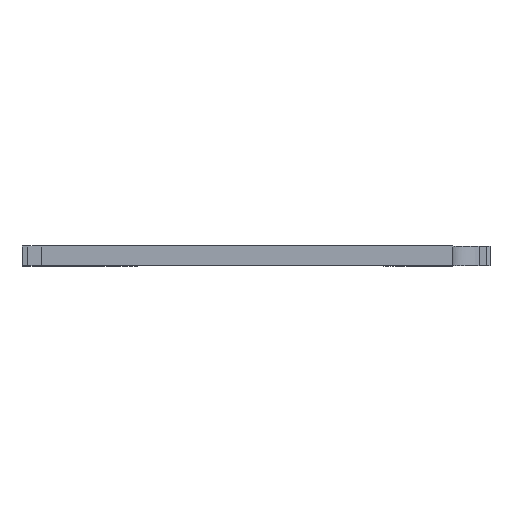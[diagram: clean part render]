
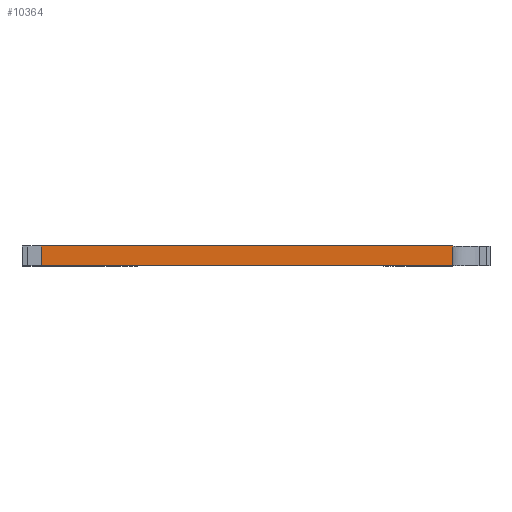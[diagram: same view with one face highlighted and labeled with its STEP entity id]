
A CAD part, top view. The second image highlights one B-rep face of the part: STEP entity #10364.
In plain terms, the highlighted planar face has unit normal (0, 0, 1).
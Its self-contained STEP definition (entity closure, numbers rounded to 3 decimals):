
#142 = VECTOR ( 'NONE', #11315, 1000. ) ;
#444 = LINE ( 'NONE', #11491, #5632 ) ;
#532 = CARTESIAN_POINT ( 'NONE',  ( 58.65, -3., 35. ) ) ;
#550 = CARTESIAN_POINT ( 'NONE',  ( 16.767, -3., 35. ) ) ;
#625 = CARTESIAN_POINT ( 'NONE',  ( -67., -3., 35. ) ) ;
#656 = CARTESIAN_POINT ( 'NONE',  ( -25.117, -3., 35. ) ) ;
#769 = VECTOR ( 'NONE', #11696, 1000. ) ;
#1038 = CARTESIAN_POINT ( 'NONE',  ( -67., 3., 35. ) ) ;
#1280 = AXIS2_PLACEMENT_3D ( 'NONE', #12148, #12056, #12041 ) ;
#1424 = LINE ( 'NONE', #11732, #769 ) ;
#1687 = EDGE_CURVE ( 'NONE', #11793, #3165, #1424, .T. ) ;
#1748 = EDGE_CURVE ( 'NONE', #12006, #7370, #444, .T. ) ;
#1768 = EDGE_CURVE ( 'NONE', #11793, #12006, #8531, .T. ) ;
#1989 = B_SPLINE_CURVE_WITH_KNOTS ( 'NONE', 3,
 ( #625, #656, #550, #532 ),
 .UNSPECIFIED., .F., .F.,
 ( 4, 4 ),
 ( 0., 1. ),
 .UNSPECIFIED. ) ;
#3165 = VERTEX_POINT ( 'NONE', #4333 ) ;
#4333 = CARTESIAN_POINT ( 'NONE',  ( -67., -3., 35. ) ) ;
#4412 = FACE_OUTER_BOUND ( 'NONE', #9011, .T. ) ;
#5632 = VECTOR ( 'NONE', #11571, 1000. ) ;
#7370 = VERTEX_POINT ( 'NONE', #9109 ) ;
#7859 = ORIENTED_EDGE ( 'NONE', *, *, #1687, .T. ) ;
#8531 = LINE ( 'NONE', #11371, #142 ) ;
#9011 = EDGE_LOOP ( 'NONE', ( #7859, #10151, #12641, #12931 ) ) ;
#9109 = CARTESIAN_POINT ( 'NONE',  ( 58.65, -3., 35. ) ) ;
#9972 = EDGE_CURVE ( 'NONE', #3165, #7370, #1989, .T. ) ;
#10151 = ORIENTED_EDGE ( 'NONE', *, *, #9972, .T. ) ;
#10364 = ADVANCED_FACE ( 'NONE', ( #4412 ), #12194, .T. ) ;
#11315 = DIRECTION ( 'NONE',  ( 1., 0., 0. ) ) ;
#11371 = CARTESIAN_POINT ( 'NONE',  ( 0., 3., 35. ) ) ;
#11486 = CARTESIAN_POINT ( 'NONE',  ( 58.65, 3., 35. ) ) ;
#11491 = CARTESIAN_POINT ( 'NONE',  ( 58.65, -3., 35. ) ) ;
#11571 = DIRECTION ( 'NONE',  ( 0., -1., 0. ) ) ;
#11696 = DIRECTION ( 'NONE',  ( 0., -1., 0. ) ) ;
#11732 = CARTESIAN_POINT ( 'NONE',  ( -67., -3., 35. ) ) ;
#11793 = VERTEX_POINT ( 'NONE', #1038 ) ;
#12006 = VERTEX_POINT ( 'NONE', #11486 ) ;
#12041 = DIRECTION ( 'NONE',  ( 1., 0., 0. ) ) ;
#12056 = DIRECTION ( 'NONE',  ( 0., 0., 1. ) ) ;
#12148 = CARTESIAN_POINT ( 'NONE',  ( -67., -3., 35. ) ) ;
#12194 = PLANE ( 'NONE',  #1280 ) ;
#12641 = ORIENTED_EDGE ( 'NONE', *, *, #1748, .F. ) ;
#12931 = ORIENTED_EDGE ( 'NONE', *, *, #1768, .F. ) ;
